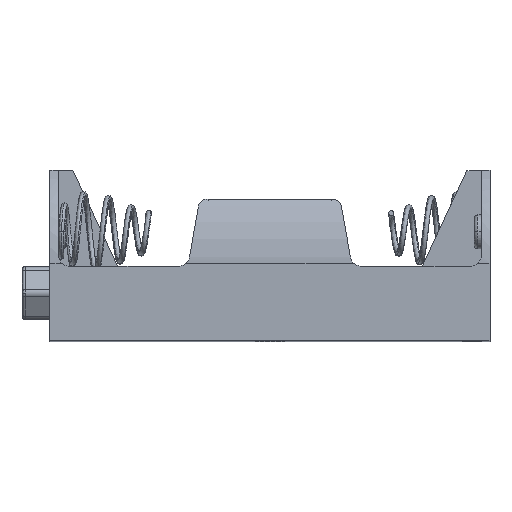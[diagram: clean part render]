
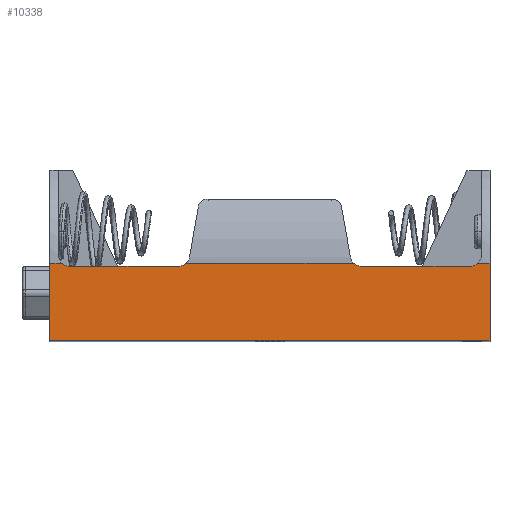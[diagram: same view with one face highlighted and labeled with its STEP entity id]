
A CAD part, top view. The second image highlights one B-rep face of the part: STEP entity #10338.
In plain terms, the highlighted planar face has unit normal (0, 0, 1).
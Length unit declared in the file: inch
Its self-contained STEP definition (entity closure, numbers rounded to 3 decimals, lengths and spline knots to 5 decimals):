
#107 = CIRCLE ( 'NONE', #298, 0.06 ) ;
#190 = DIRECTION ( 'NONE',  ( 1., 0., 0. ) ) ;
#201 = ORIENTED_EDGE ( 'NONE', *, *, #371, .F. ) ;
#298 = AXIS2_PLACEMENT_3D ( 'NONE', #12248, #21019, #190 ) ;
#371 = EDGE_CURVE ( 'NONE', #14290, #3235, #10571, .T. ) ;
#463 = VERTEX_POINT ( 'NONE', #17760 ) ;
#756 = CIRCLE ( 'NONE', #9536, 0.06 ) ;
#839 = CARTESIAN_POINT ( 'NONE',  ( 1.1455, 0., 2.0865 ) ) ;
#911 = DIRECTION ( 'NONE',  ( -1., 0., 0. ) ) ;
#1084 = VECTOR ( 'NONE', #17843, 39.37008 ) ;
#1358 = CARTESIAN_POINT ( 'NONE',  ( 1.1455, 0., 2.0865 ) ) ;
#1554 = CIRCLE ( 'NONE', #13491, 0.06 ) ;
#1590 = LINE ( 'NONE', #21234, #1084 ) ;
#1651 = VECTOR ( 'NONE', #5757, 39.37008 ) ;
#2462 = LINE ( 'NONE', #1358, #3247 ) ;
#2586 = AXIS2_PLACEMENT_3D ( 'NONE', #3749, #10502, #10272 ) ;
#2942 = DIRECTION ( 'NONE',  ( -1., 0., 0. ) ) ;
#3202 = FACE_OUTER_BOUND ( 'NONE', #19179, .T. ) ;
#3235 = VERTEX_POINT ( 'NONE', #6407 ) ;
#3247 = VECTOR ( 'NONE', #19658, 39.37008 ) ;
#3720 = ORIENTED_EDGE ( 'NONE', *, *, #6974, .T. ) ;
#3749 = CARTESIAN_POINT ( 'NONE',  ( -0.47754, 0.445, 2.0865 ) ) ;
#3797 = CARTESIAN_POINT ( 'NONE',  ( 1.04219, 0.385, 2.0865 ) ) ;
#3825 = ORIENTED_EDGE ( 'NONE', *, *, #14995, .F. ) ;
#3999 = VERTEX_POINT ( 'NONE', #9563 ) ;
#4637 = VERTEX_POINT ( 'NONE', #9994 ) ;
#5118 = CARTESIAN_POINT ( 'NONE',  ( 1.1455, 0., 2.0865 ) ) ;
#5128 = ORIENTED_EDGE ( 'NONE', *, *, #13786, .F. ) ;
#5602 = CARTESIAN_POINT ( 'NONE',  ( -1.1455, 0., 2.0865 ) ) ;
#5687 = VERTEX_POINT ( 'NONE', #3797 ) ;
#5757 = DIRECTION ( 'NONE',  ( 0., -1., 0. ) ) ;
#5956 = DIRECTION ( 'NONE',  ( 0., 0., 1. ) ) ;
#6039 = DIRECTION ( 'NONE',  ( 0., 1., 0. ) ) ;
#6051 = EDGE_CURVE ( 'NONE', #14034, #16702, #21313, .T. ) ;
#6158 = VECTOR ( 'NONE', #911, 39.37008 ) ;
#6407 = CARTESIAN_POINT ( 'NONE',  ( -1.1455, 0., 2.0865 ) ) ;
#6730 = ORIENTED_EDGE ( 'NONE', *, *, #13169, .T. ) ;
#6879 = CARTESIAN_POINT ( 'NONE',  ( -1.1455, 0.4, 2.0865 ) ) ;
#6936 = CARTESIAN_POINT ( 'NONE',  ( -0.43785, 0.4, 2.0865 ) ) ;
#6974 = EDGE_CURVE ( 'NONE', #4637, #3999, #14232, .T. ) ;
#7215 = LINE ( 'NONE', #18769, #20319 ) ;
#7331 = VERTEX_POINT ( 'NONE', #6879 ) ;
#7345 = CARTESIAN_POINT ( 'NONE',  ( -1.08188, 0.4, 2.0865 ) ) ;
#8208 = CIRCLE ( 'NONE', #2586, 0.06 ) ;
#8338 = ORIENTED_EDGE ( 'NONE', *, *, #9094, .F. ) ;
#8737 = EDGE_CURVE ( 'NONE', #16275, #12444, #15787, .T. ) ;
#9094 = EDGE_CURVE ( 'NONE', #4637, #14290, #2462, .T. ) ;
#9363 = CARTESIAN_POINT ( 'NONE',  ( -1.04219, 0.385, 2.0865 ) ) ;
#9364 = ORIENTED_EDGE ( 'NONE', *, *, #17071, .F. ) ;
#9536 = AXIS2_PLACEMENT_3D ( 'NONE', #17735, #5956, #14408 ) ;
#9563 = CARTESIAN_POINT ( 'NONE',  ( 1.08188, 0.4, 2.0865 ) ) ;
#9729 = ORIENTED_EDGE ( 'NONE', *, *, #20880, .F. ) ;
#9760 = ORIENTED_EDGE ( 'NONE', *, *, #19924, .T. ) ;
#9994 = CARTESIAN_POINT ( 'NONE',  ( 1.1455, 0.4, 2.0865 ) ) ;
#10272 = DIRECTION ( 'NONE',  ( -1., 0., 0. ) ) ;
#10338 = ADVANCED_FACE ( 'NONE', ( #3202 ), #12664, .F. ) ;
#10447 = CARTESIAN_POINT ( 'NONE',  ( -0.47754, 0.385, 2.0865 ) ) ;
#10502 = DIRECTION ( 'NONE',  ( 0., 0., 1. ) ) ;
#10571 = LINE ( 'NONE', #17240, #6158 ) ;
#10639 = ORIENTED_EDGE ( 'NONE', *, *, #8737, .T. ) ;
#11883 = DIRECTION ( 'NONE',  ( 1., 0., 0. ) ) ;
#12237 = DIRECTION ( 'NONE',  ( 1., 0., 0. ) ) ;
#12248 = CARTESIAN_POINT ( 'NONE',  ( -1.04219, 0.445, 2.0865 ) ) ;
#12444 = VERTEX_POINT ( 'NONE', #6936 ) ;
#12590 = DIRECTION ( 'NONE',  ( 0., 0., -1. ) ) ;
#12664 = PLANE ( 'NONE',  #13886 ) ;
#13020 = DIRECTION ( 'NONE',  ( -1., 0., 0. ) ) ;
#13109 = VERTEX_POINT ( 'NONE', #7345 ) ;
#13138 = CARTESIAN_POINT ( 'NONE',  ( 1.1455, 0.4, 2.0865 ) ) ;
#13169 = EDGE_CURVE ( 'NONE', #13109, #7331, #1590, .T. ) ;
#13491 = AXIS2_PLACEMENT_3D ( 'NONE', #19122, #20666, #12237 ) ;
#13786 = EDGE_CURVE ( 'NONE', #16275, #463, #1554, .T. ) ;
#13886 = AXIS2_PLACEMENT_3D ( 'NONE', #839, #12590, #6039 ) ;
#14034 = VERTEX_POINT ( 'NONE', #9363 ) ;
#14232 = LINE ( 'NONE', #14632, #16071 ) ;
#14290 = VERTEX_POINT ( 'NONE', #5118 ) ;
#14408 = DIRECTION ( 'NONE',  ( 1., 0., 0. ) ) ;
#14632 = CARTESIAN_POINT ( 'NONE',  ( 1.1455, 0.4, 2.0865 ) ) ;
#14966 = LINE ( 'NONE', #5602, #1651 ) ;
#14995 = EDGE_CURVE ( 'NONE', #463, #5687, #7215, .T. ) ;
#15654 = ORIENTED_EDGE ( 'NONE', *, *, #6051, .F. ) ;
#15787 = LINE ( 'NONE', #13138, #21507 ) ;
#16071 = VECTOR ( 'NONE', #13020, 39.37008 ) ;
#16275 = VERTEX_POINT ( 'NONE', #17355 ) ;
#16420 = CARTESIAN_POINT ( 'NONE',  ( -1.04219, 0.385, 2.0865 ) ) ;
#16702 = VERTEX_POINT ( 'NONE', #10447 ) ;
#16892 = VECTOR ( 'NONE', #17145, 39.37008 ) ;
#17071 = EDGE_CURVE ( 'NONE', #5687, #3999, #756, .T. ) ;
#17145 = DIRECTION ( 'NONE',  ( 1., 0., 0. ) ) ;
#17240 = CARTESIAN_POINT ( 'NONE',  ( 1.1455, 0., 2.0865 ) ) ;
#17355 = CARTESIAN_POINT ( 'NONE',  ( 0.43785, 0.4, 2.0865 ) ) ;
#17653 = EDGE_CURVE ( 'NONE', #16702, #12444, #8208, .T. ) ;
#17735 = CARTESIAN_POINT ( 'NONE',  ( 1.04219, 0.445, 2.0865 ) ) ;
#17760 = CARTESIAN_POINT ( 'NONE',  ( 0.47754, 0.385, 2.0865 ) ) ;
#17843 = DIRECTION ( 'NONE',  ( -1., 0., 0. ) ) ;
#18769 = CARTESIAN_POINT ( 'NONE',  ( 0.47754, 0.385, 2.0865 ) ) ;
#19072 = ORIENTED_EDGE ( 'NONE', *, *, #17653, .F. ) ;
#19122 = CARTESIAN_POINT ( 'NONE',  ( 0.47754, 0.445, 2.0865 ) ) ;
#19179 = EDGE_LOOP ( 'NONE', ( #3720, #9364, #3825, #5128, #10639, #19072, #15654, #9729, #6730, #9760, #201, #8338 ) ) ;
#19658 = DIRECTION ( 'NONE',  ( 0., -1., 0. ) ) ;
#19924 = EDGE_CURVE ( 'NONE', #7331, #3235, #14966, .T. ) ;
#20319 = VECTOR ( 'NONE', #11883, 39.37008 ) ;
#20666 = DIRECTION ( 'NONE',  ( 0., 0., 1. ) ) ;
#20880 = EDGE_CURVE ( 'NONE', #13109, #14034, #107, .T. ) ;
#21019 = DIRECTION ( 'NONE',  ( 0., 0., 1. ) ) ;
#21234 = CARTESIAN_POINT ( 'NONE',  ( 1.1455, 0.4, 2.0865 ) ) ;
#21313 = LINE ( 'NONE', #16420, #16892 ) ;
#21507 = VECTOR ( 'NONE', #2942, 39.37008 ) ;
